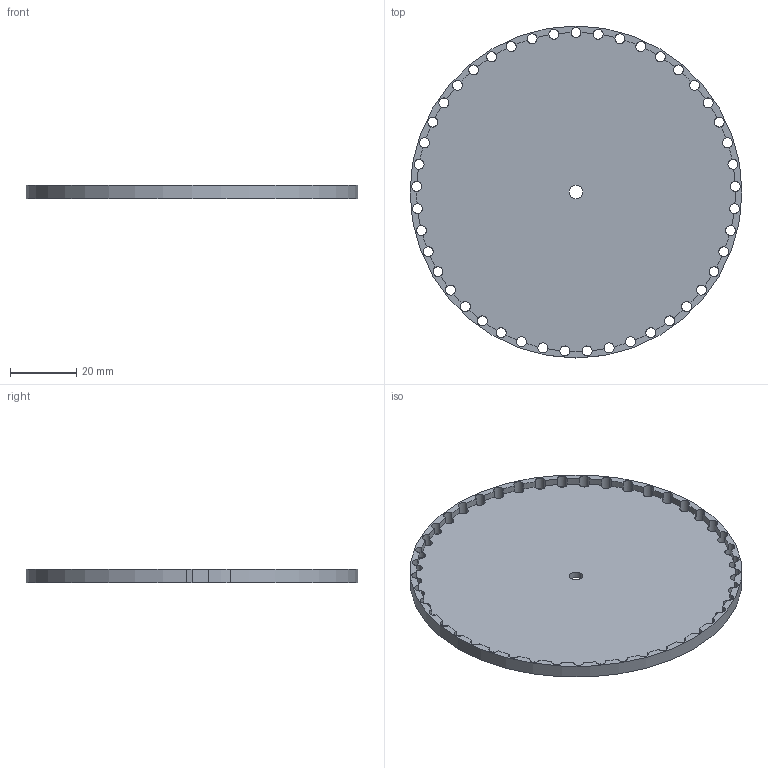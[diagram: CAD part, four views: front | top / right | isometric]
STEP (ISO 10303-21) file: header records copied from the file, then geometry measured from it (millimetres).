
FILE_DESCRIPTION (( 'STEP AP203' ), '1' );
FILE_NAME ('test plate_Default_sldprt.STEP', '2018-06-27T18:00:59', ( '' ), ( '' ), 'SwSTEP 2.0', 'SolidWorks 2017', '' );
FILE_SCHEMA (( 'CONFIG_CONTROL_DESIGN' ));
Length unit declared in the file: millimetre
Products named in the file (1): test plate_Default_sldprt
Bounding box: 100 x 100 x 4 mm (x, y, z)
Volume: 15958 mm3; surface area: 17938.2 mm2
Topology: 1 solids, 1 shells, 143 faces, 555 edges, 370 vertices
Faces by surface type: cylinder 140, plane 3
Entity records: 6320 total; most frequent: DIRECTION 1213, ORIENTED_EDGE 1110, CARTESIAN_POINT 1069, EDGE_CURVE 555, AXIS2_PLACEMENT_3D 514, CIRCLE 370, VERTEX_POINT 370, EDGE_LOOP 191
